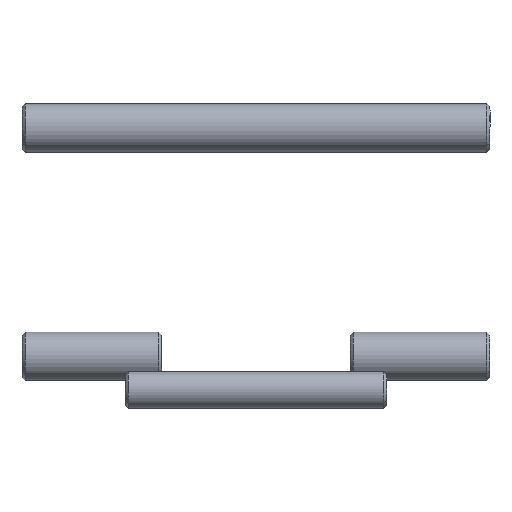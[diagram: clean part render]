
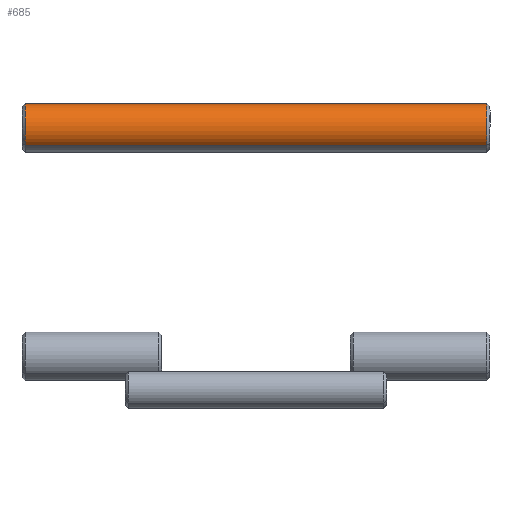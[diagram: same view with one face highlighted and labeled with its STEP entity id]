
A CAD part, front view. The second image highlights one B-rep face of the part: STEP entity #685.
In plain terms, the highlighted cylindrical face has radius 25.4 mm (diameter 50.8 mm), a partial arc.
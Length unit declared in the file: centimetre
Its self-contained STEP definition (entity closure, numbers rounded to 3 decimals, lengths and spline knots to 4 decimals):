
#1 = ORIENTED_EDGE ( 'NONE', *, *, #768, .T. ) ;
#5 = CIRCLE ( 'NONE', #1084, 2.54 ) ;
#70 = EDGE_LOOP ( 'NONE', ( #985, #882, #1061, #1 ) ) ;
#72 = VECTOR ( 'NONE', #955, 100. ) ;
#157 = VERTEX_POINT ( 'NONE', #662 ) ;
#169 = DIRECTION ( 'NONE',  ( 1., 0., 0. ) ) ;
#210 = DIRECTION ( 'NONE',  ( -1., 0., 0. ) ) ;
#321 = CARTESIAN_POINT ( 'NONE',  ( 24.13, 109.075, 61.8612 ) ) ;
#355 = AXIS2_PLACEMENT_3D ( 'NONE', #534, #747, #845 ) ;
#453 = DIRECTION ( 'NONE',  ( 0., 0., -1. ) ) ;
#482 = EDGE_CURVE ( 'NONE', #157, #804, #762, .T. ) ;
#522 = VERTEX_POINT ( 'NONE', #321 ) ;
#534 = CARTESIAN_POINT ( 'NONE',  ( -2213.7769, 109.075, 59.3212 ) ) ;
#543 = VECTOR ( 'NONE', #665, 100. ) ;
#566 = CARTESIAN_POINT ( 'NONE',  ( -24.13, 109.075, 56.7812 ) ) ;
#600 = EDGE_CURVE ( 'NONE', #804, #701, #687, .T. ) ;
#621 = CARTESIAN_POINT ( 'NONE',  ( -24.13, 109.075, 59.3212 ) ) ;
#662 = CARTESIAN_POINT ( 'NONE',  ( -24.13, 109.075, 61.8612 ) ) ;
#665 = DIRECTION ( 'NONE',  ( 1., 0., 0. ) ) ;
#682 = LINE ( 'NONE', #1110, #543 ) ;
#684 = CARTESIAN_POINT ( 'NONE',  ( 24.13, 109.075, 56.7812 ) ) ;
#685 = ADVANCED_FACE ( 'NONE', ( #1153 ), #710, .T. ) ;
#687 = LINE ( 'NONE', #1035, #72 ) ;
#688 = DIRECTION ( 'NONE',  ( 0., 0., -1. ) ) ;
#701 = VERTEX_POINT ( 'NONE', #684 ) ;
#710 = CYLINDRICAL_SURFACE ( 'NONE', #355, 2.54 ) ;
#747 = DIRECTION ( 'NONE',  ( 1., 0., 0. ) ) ;
#762 = CIRCLE ( 'NONE', #1102, 2.54 ) ;
#768 = EDGE_CURVE ( 'NONE', #701, #522, #5, .T. ) ;
#804 = VERTEX_POINT ( 'NONE', #566 ) ;
#845 = DIRECTION ( 'NONE',  ( 0., 0., -1. ) ) ;
#882 = ORIENTED_EDGE ( 'NONE', *, *, #482, .T. ) ;
#895 = EDGE_CURVE ( 'NONE', #157, #522, #682, .T. ) ;
#955 = DIRECTION ( 'NONE',  ( 1., 0., 0. ) ) ;
#985 = ORIENTED_EDGE ( 'NONE', *, *, #895, .F. ) ;
#1022 = CARTESIAN_POINT ( 'NONE',  ( 24.13, 109.075, 59.3212 ) ) ;
#1035 = CARTESIAN_POINT ( 'NONE',  ( -2213.7769, 109.075, 56.7812 ) ) ;
#1061 = ORIENTED_EDGE ( 'NONE', *, *, #600, .T. ) ;
#1084 = AXIS2_PLACEMENT_3D ( 'NONE', #1022, #210, #688 ) ;
#1102 = AXIS2_PLACEMENT_3D ( 'NONE', #621, #169, #453 ) ;
#1110 = CARTESIAN_POINT ( 'NONE',  ( -2213.7769, 109.075, 61.8612 ) ) ;
#1153 = FACE_OUTER_BOUND ( 'NONE', #70, .T. ) ;
